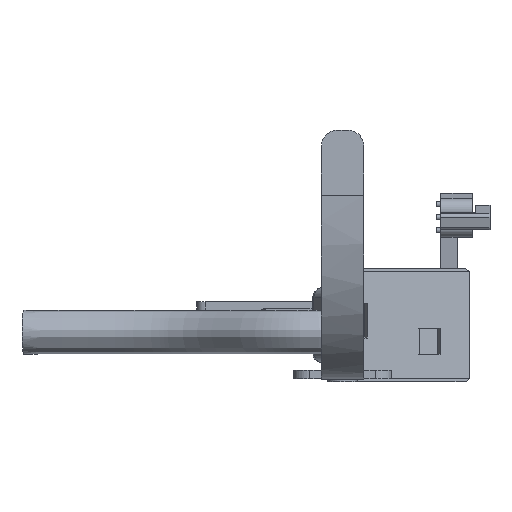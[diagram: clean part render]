
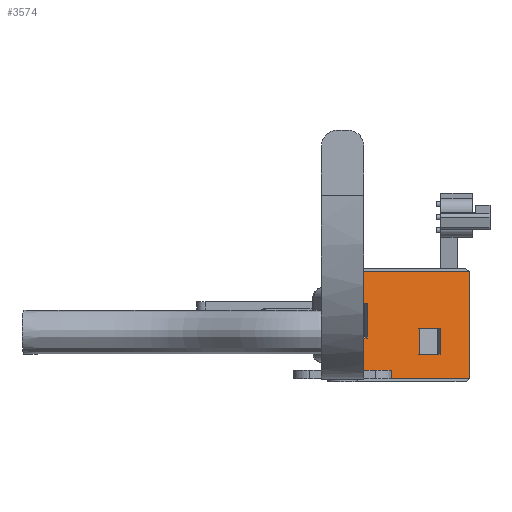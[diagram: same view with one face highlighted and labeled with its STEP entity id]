
A CAD part, front view. The second image highlights one B-rep face of the part: STEP entity #3574.
In plain terms, the highlighted planar face has unit normal (0.5, -0.866, 0).
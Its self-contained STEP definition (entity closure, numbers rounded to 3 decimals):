
#58=FACE_BOUND('',#609,.T.);
#59=FACE_BOUND('',#610,.T.);
#388=FACE_OUTER_BOUND('',#608,.T.);
#608=EDGE_LOOP('',(#2494,#2495,#2496,#2497));
#609=EDGE_LOOP('',(#2498,#2499,#2500,#2501));
#610=EDGE_LOOP('',(#2502,#2503,#2504,#2505));
#877=LINE('',#6832,#1196);
#880=LINE('',#6838,#1199);
#883=LINE('',#6844,#1202);
#886=LINE('',#6848,#1205);
#889=LINE('',#6856,#1208);
#892=LINE('',#6862,#1211);
#895=LINE('',#6868,#1214);
#898=LINE('',#6872,#1217);
#901=LINE('',#6880,#1220);
#904=LINE('',#6886,#1223);
#907=LINE('',#6892,#1226);
#910=LINE('',#6896,#1229);
#1196=VECTOR('',#4197,10.);
#1199=VECTOR('',#4202,10.);
#1202=VECTOR('',#4207,10.);
#1205=VECTOR('',#4212,10.);
#1208=VECTOR('',#4217,10.);
#1211=VECTOR('',#4222,10.);
#1214=VECTOR('',#4227,10.);
#1217=VECTOR('',#4232,10.);
#1220=VECTOR('',#4237,10.);
#1223=VECTOR('',#4242,10.);
#1226=VECTOR('',#4247,10.);
#1229=VECTOR('',#4252,10.);
#1558=VERTEX_POINT('',#6829);
#1559=VERTEX_POINT('',#6831);
#1561=VERTEX_POINT('',#6837);
#1563=VERTEX_POINT('',#6843);
#1566=VERTEX_POINT('',#6853);
#1567=VERTEX_POINT('',#6855);
#1569=VERTEX_POINT('',#6861);
#1571=VERTEX_POINT('',#6867);
#1574=VERTEX_POINT('',#6877);
#1575=VERTEX_POINT('',#6879);
#1577=VERTEX_POINT('',#6885);
#1579=VERTEX_POINT('',#6891);
#1908=EDGE_CURVE('',#1559,#1558,#877,.T.);
#1911=EDGE_CURVE('',#1561,#1559,#880,.T.);
#1914=EDGE_CURVE('',#1563,#1561,#883,.T.);
#1917=EDGE_CURVE('',#1558,#1563,#886,.T.);
#1920=EDGE_CURVE('',#1567,#1566,#889,.T.);
#1923=EDGE_CURVE('',#1569,#1567,#892,.T.);
#1926=EDGE_CURVE('',#1571,#1569,#895,.T.);
#1929=EDGE_CURVE('',#1566,#1571,#898,.T.);
#1932=EDGE_CURVE('',#1575,#1574,#901,.T.);
#1935=EDGE_CURVE('',#1577,#1575,#904,.T.);
#1938=EDGE_CURVE('',#1579,#1577,#907,.T.);
#1941=EDGE_CURVE('',#1574,#1579,#910,.T.);
#2494=ORIENTED_EDGE('',*,*,#1941,.T.);
#2495=ORIENTED_EDGE('',*,*,#1938,.T.);
#2496=ORIENTED_EDGE('',*,*,#1935,.T.);
#2497=ORIENTED_EDGE('',*,*,#1932,.T.);
#2498=ORIENTED_EDGE('',*,*,#1929,.T.);
#2499=ORIENTED_EDGE('',*,*,#1926,.T.);
#2500=ORIENTED_EDGE('',*,*,#1923,.T.);
#2501=ORIENTED_EDGE('',*,*,#1920,.T.);
#2502=ORIENTED_EDGE('',*,*,#1917,.T.);
#2503=ORIENTED_EDGE('',*,*,#1914,.T.);
#2504=ORIENTED_EDGE('',*,*,#1911,.T.);
#2505=ORIENTED_EDGE('',*,*,#1908,.T.);
#3438=PLANE('',#3812);
#3574=ADVANCED_FACE('',(#388,#58,#59),#3438,.T.);
#3812=AXIS2_PLACEMENT_3D('',#6897,#4253,#4254);
#4197=DIRECTION('',(-0.866,-0.5,0.));
#4202=DIRECTION('',(0.,0.,-1.));
#4207=DIRECTION('',(0.866,0.5,0.));
#4212=DIRECTION('',(0.,0.,1.));
#4217=DIRECTION('',(-0.866,-0.5,0.));
#4222=DIRECTION('',(0.,0.,-1.));
#4227=DIRECTION('',(0.866,0.5,0.));
#4232=DIRECTION('',(0.,0.,1.));
#4237=DIRECTION('',(-0.866,-0.5,0.));
#4242=DIRECTION('',(0.,0.,1.));
#4247=DIRECTION('',(0.866,0.5,0.));
#4252=DIRECTION('',(0.,0.,-1.));
#4253=DIRECTION('center_axis',(0.5,-0.866,0.));
#4254=DIRECTION('ref_axis',(0.,0.,-1.));
#6829=CARTESIAN_POINT('',(179.93,-184.128,-17.161));
#6831=CARTESIAN_POINT('',(192.524,-176.856,-17.161));
#6832=CARTESIAN_POINT('',(192.524,-176.856,-17.161));
#6837=CARTESIAN_POINT('',(192.524,-176.856,-1.206));
#6838=CARTESIAN_POINT('',(192.524,-176.856,-1.206));
#6843=CARTESIAN_POINT('',(179.93,-184.128,-1.206));
#6844=CARTESIAN_POINT('',(179.93,-184.128,-1.206));
#6848=CARTESIAN_POINT('',(179.93,-184.128,-17.161));
#6853=CARTESIAN_POINT('',(137.495,-208.628,-7.161));
#6855=CARTESIAN_POINT('',(147.887,-202.628,-7.161));
#6856=CARTESIAN_POINT('',(147.887,-202.628,-7.161));
#6861=CARTESIAN_POINT('',(147.887,-202.628,13.839));
#6862=CARTESIAN_POINT('',(147.887,-202.628,13.839));
#6867=CARTESIAN_POINT('',(137.495,-208.628,13.839));
#6868=CARTESIAN_POINT('',(137.495,-208.628,13.839));
#6872=CARTESIAN_POINT('',(137.495,-208.628,-7.161));
#6877=CARTESIAN_POINT('',(135.611,-209.715,33.364));
#6879=CARTESIAN_POINT('',(210.457,-166.503,33.364));
#6880=CARTESIAN_POINT('',(135.611,-209.715,33.364));
#6885=CARTESIAN_POINT('',(210.457,-166.503,-32.011));
#6886=CARTESIAN_POINT('',(210.457,-166.503,33.364));
#6891=CARTESIAN_POINT('',(135.611,-209.715,-32.011));
#6892=CARTESIAN_POINT('',(210.457,-166.503,-32.011));
#6896=CARTESIAN_POINT('',(135.611,-209.715,-32.011));
#6897=CARTESIAN_POINT('Origin',(173.034,-188.109,0.676));
